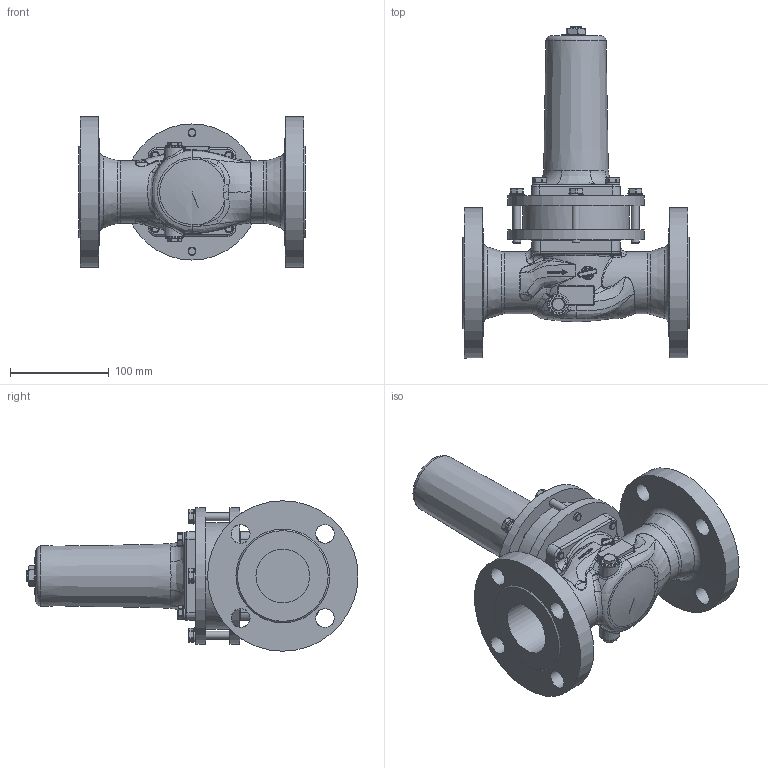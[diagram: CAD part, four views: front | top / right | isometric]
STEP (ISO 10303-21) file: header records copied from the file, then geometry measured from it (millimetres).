
FILE_DESCRIPTION(/* description */ (''),/* implementation_level */ '2;1');
FILE_NAME(/* name */ '083007-619A0.stp',/* time_stamp */ '2024-10-16T08:40:46+02:00',/* author */ ('Stefan.Junkers'),/* organization */ (''),/* preprocessor_version */ 'ST-DEVELOPER v20',/* originating_system */ 'Autodesk Inventor 2025',/* authorisation */ '');
FILE_SCHEMA (('AUTOMOTIVE_DESIGN { 1 0 10303 214 3 1 1 }'));
Products named in the file (1): 083007-619A0
Bounding box: 230 x 336.47 x 152.4 mm (x, y, z)
Volume: 2481902.7 mm3; surface area: 257553.5 mm2
Topology: 1 solids, 1 shells, 935 faces, 2385 edges, 1506 vertices
Faces by surface type: plane 274, bspline 264, cylinder 260, cone 98, torus 37, sphere 2
Full cylindrical faces by diameter (mm): 3 x1, 8 x20, 8.5 x8, 9 x4, 10 x7, 12 x1, 13 x4, 15 x4, 18 x2, 19.1 x8, 20 x1, 54.5 x2, 63 x2, 83.4 x1, 83.5 x1, 108 x1, 138 x2, 152.4 x2
Entity records: 47132 total; most frequent: CARTESIAN_POINT 25491, ORIENTED_EDGE 4736, DIRECTION 3685, EDGE_CURVE 2368, VERTEX_POINT 1506, AXIS2_PLACEMENT_3D 1506, EDGE_LOOP 1060, FACE_OUTER_BOUND 935
